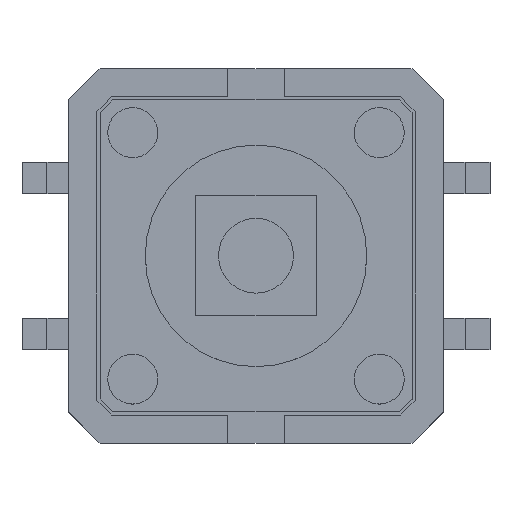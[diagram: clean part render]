
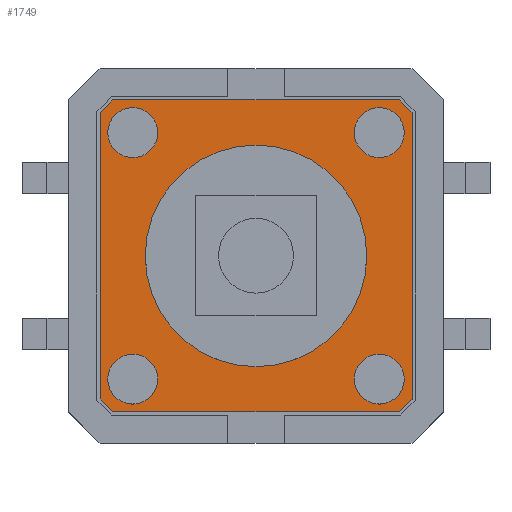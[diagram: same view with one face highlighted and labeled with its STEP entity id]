
A CAD part, top view. The second image highlights one B-rep face of the part: STEP entity #1749.
In plain terms, the highlighted planar face has unit normal (0, 0, 1).
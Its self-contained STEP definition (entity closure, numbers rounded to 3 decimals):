
#20=CIRCLE('',#1857,3.55);
#21=CIRCLE('',#1858,0.8);
#22=CIRCLE('',#1859,0.8);
#23=CIRCLE('',#1860,0.8);
#24=CIRCLE('',#1861,0.8);
#37=FACE_BOUND('',#214,.T.);
#38=FACE_BOUND('',#215,.T.);
#39=FACE_BOUND('',#216,.T.);
#40=FACE_BOUND('',#217,.T.);
#41=FACE_BOUND('',#218,.T.);
#115=FACE_OUTER_BOUND('',#213,.T.);
#213=EDGE_LOOP('',(#1454,#1455,#1456,#1457,#1458,#1459,#1460,#1461));
#214=EDGE_LOOP('',(#1462));
#215=EDGE_LOOP('',(#1463));
#216=EDGE_LOOP('',(#1464));
#217=EDGE_LOOP('',(#1465));
#218=EDGE_LOOP('',(#1466));
#412=LINE('',#2669,#634);
#415=LINE('',#2675,#637);
#418=LINE('',#2681,#640);
#421=LINE('',#2686,#643);
#423=LINE('',#2689,#645);
#424=LINE('',#2692,#646);
#426=LINE('',#2695,#648);
#427=LINE('',#2697,#649);
#634=VECTOR('',#2167,1000.);
#637=VECTOR('',#2172,1000.);
#640=VECTOR('',#2177,1000.);
#643=VECTOR('',#2182,1000.);
#645=VECTOR('',#2186,1000.);
#646=VECTOR('',#2189,1000.);
#648=VECTOR('',#2193,1000.);
#649=VECTOR('',#2196,1000.);
#808=VERTEX_POINT('',#2667);
#809=VERTEX_POINT('',#2668);
#810=VERTEX_POINT('',#2673);
#811=VERTEX_POINT('',#2674);
#812=VERTEX_POINT('',#2679);
#813=VERTEX_POINT('',#2680);
#814=VERTEX_POINT('',#2685);
#815=VERTEX_POINT('',#2691);
#816=VERTEX_POINT('',#2717);
#817=VERTEX_POINT('',#2719);
#818=VERTEX_POINT('',#2721);
#819=VERTEX_POINT('',#2723);
#820=VERTEX_POINT('',#2725);
#1012=EDGE_CURVE('',#808,#809,#412,.T.);
#1015=EDGE_CURVE('',#810,#811,#415,.T.);
#1018=EDGE_CURVE('',#812,#813,#418,.T.);
#1021=EDGE_CURVE('',#813,#814,#421,.T.);
#1023=EDGE_CURVE('',#814,#810,#423,.T.);
#1024=EDGE_CURVE('',#809,#815,#424,.T.);
#1026=EDGE_CURVE('',#811,#808,#426,.T.);
#1027=EDGE_CURVE('',#815,#812,#427,.T.);
#1036=EDGE_CURVE('',#816,#816,#20,.T.);
#1037=EDGE_CURVE('',#817,#817,#21,.T.);
#1038=EDGE_CURVE('',#818,#818,#22,.T.);
#1039=EDGE_CURVE('',#819,#819,#23,.T.);
#1040=EDGE_CURVE('',#820,#820,#24,.T.);
#1454=ORIENTED_EDGE('',*,*,#1018,.T.);
#1455=ORIENTED_EDGE('',*,*,#1021,.T.);
#1456=ORIENTED_EDGE('',*,*,#1023,.T.);
#1457=ORIENTED_EDGE('',*,*,#1015,.T.);
#1458=ORIENTED_EDGE('',*,*,#1026,.T.);
#1459=ORIENTED_EDGE('',*,*,#1012,.T.);
#1460=ORIENTED_EDGE('',*,*,#1024,.T.);
#1461=ORIENTED_EDGE('',*,*,#1027,.T.);
#1462=ORIENTED_EDGE('',*,*,#1036,.F.);
#1463=ORIENTED_EDGE('',*,*,#1037,.F.);
#1464=ORIENTED_EDGE('',*,*,#1038,.F.);
#1465=ORIENTED_EDGE('',*,*,#1039,.F.);
#1466=ORIENTED_EDGE('',*,*,#1040,.F.);
#1616=PLANE('',#1856);
#1749=ADVANCED_FACE('',(#115,#37,#38,#39,#40,#41),#1616,.T.);
#1856=AXIS2_PLACEMENT_3D('',#2716,#2225,#2226);
#1857=AXIS2_PLACEMENT_3D('',#2718,#2227,#2228);
#1858=AXIS2_PLACEMENT_3D('',#2720,#2229,#2230);
#1859=AXIS2_PLACEMENT_3D('',#2722,#2231,#2232);
#1860=AXIS2_PLACEMENT_3D('',#2724,#2233,#2234);
#1861=AXIS2_PLACEMENT_3D('',#2726,#2235,#2236);
#2167=DIRECTION('',(-1.,0.,0.));
#2172=DIRECTION('',(0.,1.,0.));
#2177=DIRECTION('',(0.707,-0.707,0.));
#2182=DIRECTION('',(1.,0.,0.));
#2186=DIRECTION('',(0.707,0.707,0.));
#2189=DIRECTION('',(-0.707,-0.707,0.));
#2193=DIRECTION('',(-0.707,0.707,0.));
#2196=DIRECTION('',(0.,-1.,0.));
#2225=DIRECTION('center_axis',(0.,0.,1.));
#2226=DIRECTION('ref_axis',(0.,-1.,0.));
#2227=DIRECTION('center_axis',(0.,0.,1.));
#2228=DIRECTION('ref_axis',(0.,-1.,0.));
#2229=DIRECTION('center_axis',(0.,0.,1.));
#2230=DIRECTION('ref_axis',(-1.,0.,0.));
#2231=DIRECTION('center_axis',(0.,0.,1.));
#2232=DIRECTION('ref_axis',(1.,0.,0.));
#2233=DIRECTION('center_axis',(0.,0.,1.));
#2234=DIRECTION('ref_axis',(0.,1.,0.));
#2235=DIRECTION('center_axis',(0.,0.,1.));
#2236=DIRECTION('ref_axis',(0.,-1.,0.));
#2667=CARTESIAN_POINT('',(4.586,5.,3.5));
#2668=CARTESIAN_POINT('',(-4.586,5.,3.5));
#2669=CARTESIAN_POINT('',(4.586,5.,3.5));
#2673=CARTESIAN_POINT('',(5.,-4.586,3.5));
#2674=CARTESIAN_POINT('',(5.,4.586,3.5));
#2675=CARTESIAN_POINT('',(5.,-4.586,3.5));
#2679=CARTESIAN_POINT('',(-5.,-4.586,3.5));
#2680=CARTESIAN_POINT('',(-4.586,-5.,3.5));
#2681=CARTESIAN_POINT('',(-5.,-4.586,3.5));
#2685=CARTESIAN_POINT('',(4.586,-5.,3.5));
#2686=CARTESIAN_POINT('',(-4.586,-5.,3.5));
#2689=CARTESIAN_POINT('',(4.586,-5.,3.5));
#2691=CARTESIAN_POINT('',(-5.,4.586,3.5));
#2692=CARTESIAN_POINT('',(-4.586,5.,3.5));
#2695=CARTESIAN_POINT('',(5.,4.586,3.5));
#2697=CARTESIAN_POINT('',(-5.,4.586,3.5));
#2716=CARTESIAN_POINT('Origin',(-6.,6.,3.5));
#2717=CARTESIAN_POINT('',(0.,-3.55,3.5));
#2718=CARTESIAN_POINT('Origin',(0.,0.,3.5));
#2719=CARTESIAN_POINT('',(3.95,-4.75,3.5));
#2720=CARTESIAN_POINT('Origin',(3.95,-3.95,3.5));
#2721=CARTESIAN_POINT('',(-3.95,3.15,3.5));
#2722=CARTESIAN_POINT('Origin',(-3.95,3.95,3.5));
#2723=CARTESIAN_POINT('',(-3.95,-4.75,3.5));
#2724=CARTESIAN_POINT('Origin',(-3.95,-3.95,3.5));
#2725=CARTESIAN_POINT('',(3.95,3.15,3.5));
#2726=CARTESIAN_POINT('Origin',(3.95,3.95,3.5));
